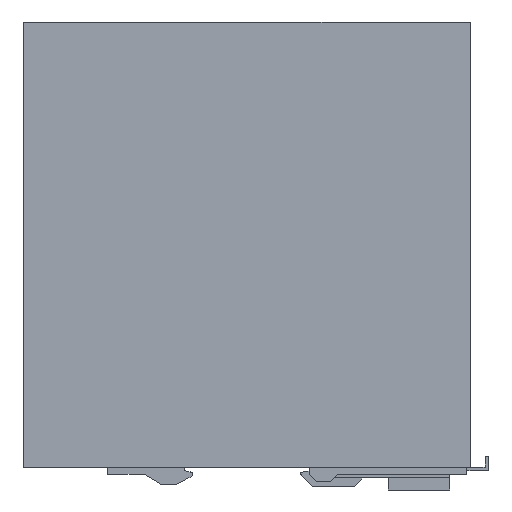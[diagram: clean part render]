
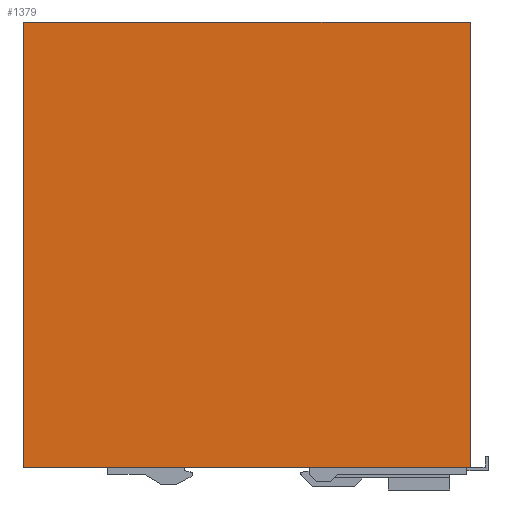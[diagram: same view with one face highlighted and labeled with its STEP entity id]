
A CAD part, left-side view. The second image highlights one B-rep face of the part: STEP entity #1379.
In plain terms, the highlighted planar face has unit normal (-1, 0, 0).
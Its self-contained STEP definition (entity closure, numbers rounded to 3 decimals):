
#863 = LINE ( 'NONE', #22132, #17734 ) ;
#1379 = ADVANCED_FACE ( 'NONE', ( #15637 ), #13269, .F. ) ;
#2642 = LINE ( 'NONE', #21816, #12299 ) ;
#2896 = DIRECTION ( 'NONE',  ( 0., 0., -1. ) ) ;
#6918 = VECTOR ( 'NONE', #13080, 1000. ) ;
#10475 = VECTOR ( 'NONE', #19833, 1000. ) ;
#10541 = ORIENTED_EDGE ( 'NONE', *, *, #18556, .T. ) ;
#10702 = LINE ( 'NONE', #19232, #6918 ) ;
#10905 = DIRECTION ( 'NONE',  ( 0., -1., 0. ) ) ;
#11230 = DIRECTION ( 'NONE',  ( 0., 0., -1. ) ) ;
#11305 = CARTESIAN_POINT ( 'NONE',  ( -31., -63.5, 0. ) ) ;
#11591 = LINE ( 'NONE', #11305, #10475 ) ;
#12299 = VECTOR ( 'NONE', #10905, 1000. ) ;
#13080 = DIRECTION ( 'NONE',  ( 0., 1., 0. ) ) ;
#13269 = PLANE ( 'NONE',  #24358 ) ;
#13415 = CARTESIAN_POINT ( 'NONE',  ( -31., -63.5, -126.5 ) ) ;
#15353 = VERTEX_POINT ( 'NONE', #25314 ) ;
#15355 = VERTEX_POINT ( 'NONE', #23493 ) ;
#15637 = FACE_OUTER_BOUND ( 'NONE', #22016, .T. ) ;
#16701 = EDGE_CURVE ( 'NONE', #17869, #15355, #11591, .T. ) ;
#17712 = EDGE_CURVE ( 'NONE', #27569, #17869, #2642, .T. ) ;
#17734 = VECTOR ( 'NONE', #11230, 1000. ) ;
#17869 = VERTEX_POINT ( 'NONE', #13415 ) ;
#18556 = EDGE_CURVE ( 'NONE', #15355, #15353, #10702, .T. ) ;
#19232 = CARTESIAN_POINT ( 'NONE',  ( -31., 0., 0. ) ) ;
#19691 = DIRECTION ( 'NONE',  ( 1., 0., 0. ) ) ;
#19833 = DIRECTION ( 'NONE',  ( 0., 0., 1. ) ) ;
#20069 = CARTESIAN_POINT ( 'NONE',  ( -31., 63.5, -126.5 ) ) ;
#20623 = ORIENTED_EDGE ( 'NONE', *, *, #16701, .T. ) ;
#21816 = CARTESIAN_POINT ( 'NONE',  ( -31., 0., -126.5 ) ) ;
#22016 = EDGE_LOOP ( 'NONE', ( #25306, #20623, #10541, #26290 ) ) ;
#22132 = CARTESIAN_POINT ( 'NONE',  ( -31., 63.5, 0. ) ) ;
#23493 = CARTESIAN_POINT ( 'NONE',  ( -31., -63.5, 0. ) ) ;
#24043 = CARTESIAN_POINT ( 'NONE',  ( -31., 0., 0. ) ) ;
#24358 = AXIS2_PLACEMENT_3D ( 'NONE', #24043, #19691, #2896 ) ;
#25306 = ORIENTED_EDGE ( 'NONE', *, *, #17712, .T. ) ;
#25314 = CARTESIAN_POINT ( 'NONE',  ( -31., 63.5, 0. ) ) ;
#26290 = ORIENTED_EDGE ( 'NONE', *, *, #26630, .T. ) ;
#26630 = EDGE_CURVE ( 'NONE', #15353, #27569, #863, .T. ) ;
#27569 = VERTEX_POINT ( 'NONE', #20069 ) ;
